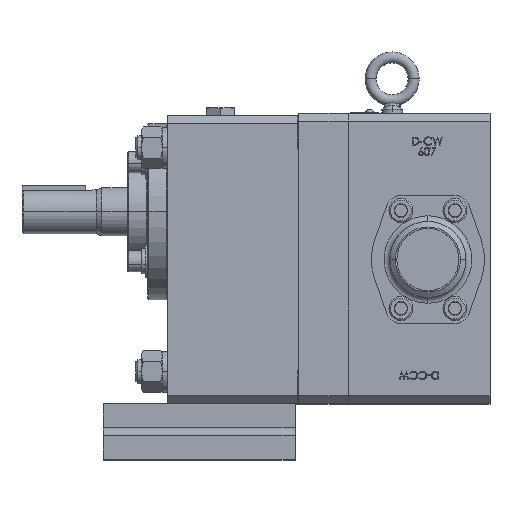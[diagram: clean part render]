
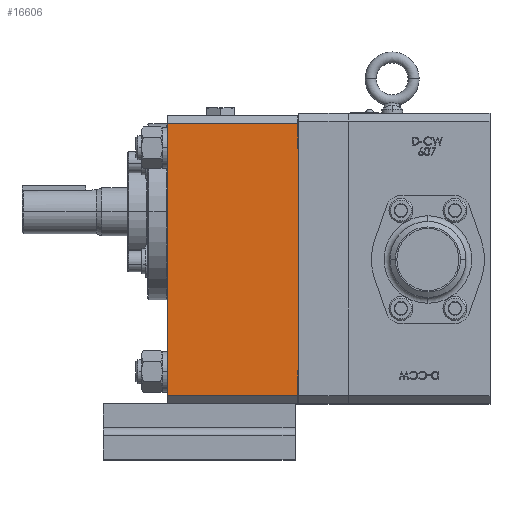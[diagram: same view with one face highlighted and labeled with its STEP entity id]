
A CAD part, top view. The second image highlights one B-rep face of the part: STEP entity #16606.
In plain terms, the highlighted planar face has unit normal (0, 0, 1).
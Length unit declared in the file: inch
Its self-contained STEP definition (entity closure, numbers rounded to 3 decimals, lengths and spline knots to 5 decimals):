
#2139 = VERTEX_POINT ( 'NONE', #19470 ) ;
#2686 = VERTEX_POINT ( 'NONE', #36722 ) ;
#2714 = CARTESIAN_POINT ( 'NONE',  ( 4.088, 3.51948, 4.54 ) ) ;
#7167 = VERTEX_POINT ( 'NONE', #2714 ) ;
#13105 = AXIS2_PLACEMENT_3D ( 'NONE', #60056, #81867, #44935 ) ;
#13692 = LINE ( 'NONE', #47803, #88329 ) ;
#13956 = CARTESIAN_POINT ( 'NONE',  ( 4.088, -3.43948, 4.54 ) ) ;
#15779 = ORIENTED_EDGE ( 'NONE', *, *, #60027, .F. ) ;
#16606 = ADVANCED_FACE ( 'Defeatured_0_851', ( #39056 ), #53104, .F. ) ;
#17295 = CARTESIAN_POINT ( 'NONE',  ( 4.075, 4.54, 4.54 ) ) ;
#17801 = CARTESIAN_POINT ( 'NONE',  ( 4.075, -3.43948, 4.54 ) ) ;
#18473 = CARTESIAN_POINT ( 'NONE',  ( 4.075, 4.29, 4.54 ) ) ;
#19076 = LINE ( 'NONE', #21850, #80168 ) ;
#19470 = CARTESIAN_POINT ( 'NONE',  ( 4.075, -4.21, 4.54 ) ) ;
#21850 = CARTESIAN_POINT ( 'NONE',  ( 4.075, 4.54, 4.54 ) ) ;
#22474 = ORIENTED_EDGE ( 'NONE', *, *, #57690, .F. ) ;
#22598 = DIRECTION ( 'NONE',  ( 1., 0., 0. ) ) ;
#22774 = ORIENTED_EDGE ( 'NONE', *, *, #70103, .T. ) ;
#22922 = EDGE_CURVE ( 'Defeatured_0_858+Defeatured_0_851+Defeatured_0_866+Defeatured_0_863', #7167, #34759, #91311, .T. ) ;
#23340 = VECTOR ( 'NONE', #36197, 39.37008 ) ;
#24574 = DIRECTION ( 'NONE',  ( 0., -1., 0. ) ) ;
#27449 = VECTOR ( 'NONE', #74291, 39.37008 ) ;
#27887 = CARTESIAN_POINT ( 'NONE',  ( 0.01, -4.21, 4.54 ) ) ;
#29439 = DIRECTION ( 'NONE',  ( 0., -1., 0. ) ) ;
#30202 = VECTOR ( 'NONE', #24574, 39.37008 ) ;
#32033 = VECTOR ( 'NONE', #22598, 39.37008 ) ;
#32930 = LINE ( 'NONE', #17801, #69124 ) ;
#33356 = VERTEX_POINT ( 'NONE', #41626 ) ;
#34759 = VERTEX_POINT ( 'NONE', #13956 ) ;
#35181 = VERTEX_POINT ( 'NONE', #76419 ) ;
#36197 = DIRECTION ( 'NONE',  ( 1., 0., 0. ) ) ;
#36722 = CARTESIAN_POINT ( 'NONE',  ( 0.01, 4.29, 4.54 ) ) ;
#39056 = FACE_OUTER_BOUND ( 'NONE', #44932, .T. ) ;
#39310 = LINE ( 'NONE', #17295, #30202 ) ;
#41311 = DIRECTION ( 'NONE',  ( 0., -1., 0. ) ) ;
#41626 = CARTESIAN_POINT ( 'NONE',  ( 4.075, 3.51948, 4.54 ) ) ;
#42621 = LINE ( 'NONE', #65624, #23340 ) ;
#42637 = VERTEX_POINT ( 'NONE', #18473 ) ;
#44932 = EDGE_LOOP ( 'NONE', ( #22474, #22774, #15779, #63871, #55652, #86968, #73600, #52597 ) ) ;
#44935 = DIRECTION ( 'NONE',  ( 0., 1., 0. ) ) ;
#47803 = CARTESIAN_POINT ( 'NONE',  ( 4.185, 4.29, 4.54 ) ) ;
#48123 = EDGE_CURVE ( 'Defeatured_0_866+Defeatured_0_851+Defeatured_0_865+Defeatured_0_858', #33356, #7167, #82925, .T. ) ;
#50056 = LINE ( 'NONE', #53467, #27449 ) ;
#52597 = ORIENTED_EDGE ( 'NONE', *, *, #71768, .T. ) ;
#52859 = VECTOR ( 'NONE', #41311, 39.37008 ) ;
#53104 = PLANE ( 'NONE',  #13105 ) ;
#53467 = CARTESIAN_POINT ( 'NONE',  ( 0.01, 4.54, 4.54 ) ) ;
#55618 = EDGE_CURVE ( 'Defeatured_0_863+Defeatured_0_851+Defeatured_0_858+Defeatured_0_864', #34759, #35181, #32930, .T. ) ;
#55652 = ORIENTED_EDGE ( 'NONE', *, *, #22922, .F. ) ;
#55825 = CARTESIAN_POINT ( 'NONE',  ( 4.088, 4.54, 4.54 ) ) ;
#56005 = DIRECTION ( 'NONE',  ( -1., 0., 0. ) ) ;
#57690 = EDGE_CURVE ( 'Defeatured_0_867+Defeatured_0_851+Defeatured_0_855+Defeatured_0_857', #90294, #2686, #50056, .T. ) ;
#60027 = EDGE_CURVE ( 'Defeatured_0_864+Defeatured_0_851+Defeatured_0_863+Defeatured_0_855', #35181, #2139, #39310, .T. ) ;
#60056 = CARTESIAN_POINT ( 'NONE',  ( 4.185, 4.54, 4.54 ) ) ;
#63871 = ORIENTED_EDGE ( 'NONE', *, *, #55618, .F. ) ;
#65624 = CARTESIAN_POINT ( 'NONE',  ( 4.185, -4.21, 4.54 ) ) ;
#69084 = EDGE_CURVE ( 'Defeatured_0_865+Defeatured_0_851+Defeatured_0_857+Defeatured_0_866', #42637, #33356, #19076, .T. ) ;
#69124 = VECTOR ( 'NONE', #82961, 39.37008 ) ;
#70103 = EDGE_CURVE ( 'Defeatured_0_851+Defeatured_0_855+Defeatured_0_867+Defeatured_0_864', #90294, #2139, #42621, .T. ) ;
#71768 = EDGE_CURVE ( 'Defeatured_0_851+Defeatured_0_857+Defeatured_0_865+Defeatured_0_867', #42637, #2686, #13692, .T. ) ;
#73600 = ORIENTED_EDGE ( 'NONE', *, *, #69084, .F. ) ;
#74291 = DIRECTION ( 'NONE',  ( 0., 1., 0. ) ) ;
#76419 = CARTESIAN_POINT ( 'NONE',  ( 4.075, -3.43948, 4.54 ) ) ;
#80168 = VECTOR ( 'NONE', #29439, 39.37008 ) ;
#81867 = DIRECTION ( 'NONE',  ( 0., 0., -1. ) ) ;
#82925 = LINE ( 'NONE', #88055, #32033 ) ;
#82961 = DIRECTION ( 'NONE',  ( -1., 0., 0. ) ) ;
#86968 = ORIENTED_EDGE ( 'NONE', *, *, #48123, .F. ) ;
#88055 = CARTESIAN_POINT ( 'NONE',  ( 4.075, 3.51948, 4.54 ) ) ;
#88329 = VECTOR ( 'NONE', #56005, 39.37008 ) ;
#90294 = VERTEX_POINT ( 'NONE', #27887 ) ;
#91311 = LINE ( 'NONE', #55825, #52859 ) ;
